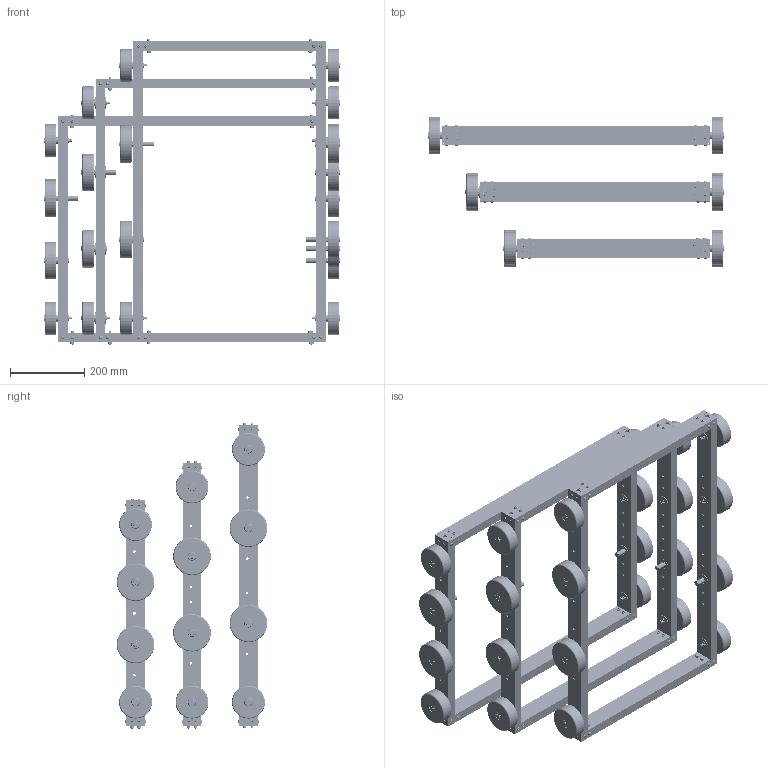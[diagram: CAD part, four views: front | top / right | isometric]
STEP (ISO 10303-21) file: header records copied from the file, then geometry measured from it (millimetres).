
FILE_DESCRIPTION(/* description */ (''),/* implementation_level */ '2;1');
FILE_NAME(/* name */ '8wd_complete_chassis_layouts.stp',/* time_stamp */ '2014-01-03T09:03:40-06:00',/* author */ ('ajlapp'),/* organization */ (''),/* preprocessor_version */ 'ST-DEVELOPER v15.2',/* originating_system */ 'Autodesk Inventor 2014',/* authorisation */ '');
FILE_SCHEMA (('AUTOMOTIVE_DESIGN { 1 0 10303 214 3 1 1 }'));
Length unit declared in the file: inch
Products named in the file (37): 32in_simple_tube; st_end_plug; brf-08; simpletube_wheel_axle; colson_performa_wheel_4in; colson_hub; snap_ring_97633A200; 125_key; vexpro_spacer; 17t_double_sprocket; colson_wheel_asm_nondrive; colson_performa_wheel_3500in; sensor_pin; colson_wheel_asm_3500; simpletube_drive_axle; colson_wheel_asm_drive; bhcs_91255A242; 25_chain; 90128A225; 32in_simpletube_asm; simpletube_ladder_tube_1850; sl__end_plug; 90631A011; simpletube_ladder_1850; 32in_simpletube_chassis; 24in_simple_tube; 24in_simpletube_asm; simpletube_ladder_tube_31; simpletube_ladder_31; 24in_simpletube_chassis_wide; 28in_simple_tube; 28in_simpletube_asm; simpletube_ladder_tube_23; simpletube_ladder_23; 28in_simpletube_chassis_wide; all_chassis_asm_stack
Bounding box: 800.13 x 406.4 x 823.98 mm (x, y, z)
Volume: 9715705.5 mm3; surface area: 3442317.9 mm2
Topology: 414 solids, 414 shells, 24754 faces, 71277 edges, 47954 vertices
Faces by surface type: cylinder 13110, plane 8570, cone 2858, torus 120, sphere 48, bspline 48
Full cylindrical faces by diameter (mm): 1.194 x108, 3.683 x144, 3.905 x24, 4.056 x624, 4.826 x576, 5.08 x72, 5.105 x112, 5.334 x32, 5.723 x24, 5.969 x18, 6.35 x30, 6.756 x112, 7.925 x24, 9.169 x48, 11.125 x24, 11.887 x48, 12.7 x126, 16.256 x96, 19.05 x18, 22.86 x12, 23.012 x12, 25.4 x120, 28.575 x96, 31.75 x48, 88.9 x12, 101.6 x12
Entity records: 46490 total; most frequent: CARTESIAN_POINT 14240, DIRECTION 6583, ORIENTED_EDGE 6240, EDGE_CURVE 3120, AXIS2_PLACEMENT_3D 2667, VERTEX_POINT 2291, EDGE_LOOP 1859, CIRCLE 1260
